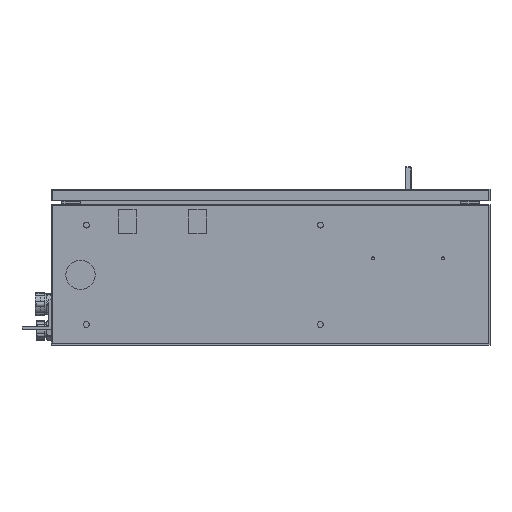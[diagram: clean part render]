
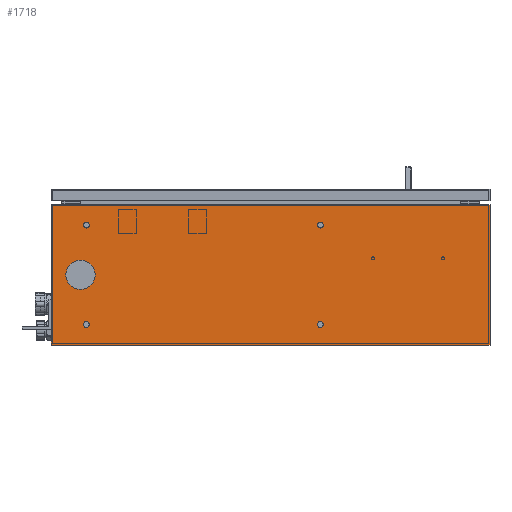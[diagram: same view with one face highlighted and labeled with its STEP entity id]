
A CAD part, left-side view. The second image highlights one B-rep face of the part: STEP entity #1718.
In plain terms, the highlighted planar face has unit normal (-1, 0, 0).
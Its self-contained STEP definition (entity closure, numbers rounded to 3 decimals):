
#363 = EDGE_LOOP ( 'NONE', ( #5164 ) ) ;
#775 = EDGE_CURVE ( 'NONE', #10459, #14998, #1755, .T. ) ;
#883 = ORIENTED_EDGE ( 'NONE', *, *, #775, .T. ) ;
#988 = DIRECTION ( 'NONE',  ( -1., 0., 0. ) ) ;
#1036 = DIRECTION ( 'NONE',  ( 0., 0., 1. ) ) ;
#1079 = VERTEX_POINT ( 'NONE', #12392 ) ;
#1368 = DIRECTION ( 'NONE',  ( 1., 0., 0. ) ) ;
#1718 = ADVANCED_FACE ( 'NONE', ( #11397, #9678, #15969, #6882, #16159, #6056 ), #11048, .F. ) ;
#1755 = LINE ( 'NONE', #16210, #4136 ) ;
#1824 = EDGE_CURVE ( 'NONE', #3890, #3890, #10115, .T. ) ;
#1833 = EDGE_CURVE ( 'NONE', #5205, #5205, #14665, .T. ) ;
#1843 = EDGE_CURVE ( 'NONE', #1079, #1079, #11629, .T. ) ;
#2085 = CARTESIAN_POINT ( 'NONE',  ( -275., 375., 0. ) ) ;
#2318 = AXIS2_PLACEMENT_3D ( 'NONE', #13781, #1368, #15183 ) ;
#2420 = DIRECTION ( 'NONE',  ( 0., -1., 0. ) ) ;
#2464 = CARTESIAN_POINT ( 'NONE',  ( -275., -375., 240. ) ) ;
#2604 = CARTESIAN_POINT ( 'NONE',  ( -275., -85., 205. ) ) ;
#2751 = CARTESIAN_POINT ( 'NONE',  ( -275., 315., 40. ) ) ;
#2764 = LINE ( 'NONE', #14299, #4540 ) ;
#3249 = AXIS2_PLACEMENT_3D ( 'NONE', #3484, #14448, #6205 ) ;
#3484 = CARTESIAN_POINT ( 'NONE',  ( -275., -85., 35. ) ) ;
#3718 = DIRECTION ( 'NONE',  ( -1., 0., 0. ) ) ;
#3804 = EDGE_CURVE ( 'NONE', #5827, #5827, #4808, .T. ) ;
#3890 = VERTEX_POINT ( 'NONE', #10994 ) ;
#3908 = CIRCLE ( 'NONE', #6067, 25. ) ;
#3963 = CARTESIAN_POINT ( 'NONE',  ( -275., 375., 240. ) ) ;
#3965 = VERTEX_POINT ( 'NONE', #6815 ) ;
#3989 = CARTESIAN_POINT ( 'NONE',  ( -275., -375., 240. ) ) ;
#4136 = VECTOR ( 'NONE', #9394, 1000. ) ;
#4306 = EDGE_CURVE ( 'NONE', #8590, #8590, #3908, .T. ) ;
#4540 = VECTOR ( 'NONE', #11522, 1000. ) ;
#4646 = VECTOR ( 'NONE', #9393, 1000. ) ;
#4808 = CIRCLE ( 'NONE', #15286, 5. ) ;
#4858 = VECTOR ( 'NONE', #2420, 1000. ) ;
#4880 = ORIENTED_EDGE ( 'NONE', *, *, #1833, .F. ) ;
#5053 = EDGE_LOOP ( 'NONE', ( #16531 ) ) ;
#5164 = ORIENTED_EDGE ( 'NONE', *, *, #1824, .F. ) ;
#5205 = VERTEX_POINT ( 'NONE', #2751 ) ;
#5328 = DIRECTION ( 'NONE',  ( 0., 0., 1. ) ) ;
#5827 = VERTEX_POINT ( 'NONE', #5859 ) ;
#5859 = CARTESIAN_POINT ( 'NONE',  ( -275., -85., 210. ) ) ;
#6056 = FACE_OUTER_BOUND ( 'NONE', #9929, .T. ) ;
#6067 = AXIS2_PLACEMENT_3D ( 'NONE', #16269, #12108, #5328 ) ;
#6205 = DIRECTION ( 'NONE',  ( 0., 0., 1. ) ) ;
#6815 = CARTESIAN_POINT ( 'NONE',  ( -275., -375., 240. ) ) ;
#6882 = FACE_BOUND ( 'NONE', #8320, .T. ) ;
#7281 = AXIS2_PLACEMENT_3D ( 'NONE', #13361, #988, #7925 ) ;
#7364 = EDGE_LOOP ( 'NONE', ( #4880 ) ) ;
#7925 = DIRECTION ( 'NONE',  ( 0., 0., 1. ) ) ;
#8320 = EDGE_LOOP ( 'NONE', ( #10039 ) ) ;
#8590 = VERTEX_POINT ( 'NONE', #11288 ) ;
#9393 = DIRECTION ( 'NONE',  ( 0., 0., -1. ) ) ;
#9394 = DIRECTION ( 'NONE',  ( 0., -1., 0. ) ) ;
#9540 = EDGE_CURVE ( 'NONE', #16523, #3965, #16248, .T. ) ;
#9678 = FACE_BOUND ( 'NONE', #12569, .T. ) ;
#9929 = EDGE_LOOP ( 'NONE', ( #883, #14432, #13589, #12296 ) ) ;
#10039 = ORIENTED_EDGE ( 'NONE', *, *, #1843, .F. ) ;
#10115 = CIRCLE ( 'NONE', #3249, 5. ) ;
#10459 = VERTEX_POINT ( 'NONE', #2085 ) ;
#10994 = CARTESIAN_POINT ( 'NONE',  ( -275., -85., 40. ) ) ;
#11048 = PLANE ( 'NONE',  #2318 ) ;
#11288 = CARTESIAN_POINT ( 'NONE',  ( -275., 325., 145. ) ) ;
#11397 = FACE_BOUND ( 'NONE', #363, .T. ) ;
#11522 = DIRECTION ( 'NONE',  ( 0., 0., -1. ) ) ;
#11629 = CIRCLE ( 'NONE', #7281, 5. ) ;
#11890 = CARTESIAN_POINT ( 'NONE',  ( -275., -375., 0. ) ) ;
#11925 = LINE ( 'NONE', #2464, #4646 ) ;
#12108 = DIRECTION ( 'NONE',  ( -1., 0., 0. ) ) ;
#12296 = ORIENTED_EDGE ( 'NONE', *, *, #15951, .T. ) ;
#12392 = CARTESIAN_POINT ( 'NONE',  ( -275., 315., 210. ) ) ;
#12569 = EDGE_LOOP ( 'NONE', ( #14094 ) ) ;
#12627 = EDGE_CURVE ( 'NONE', #3965, #14998, #11925, .T. ) ;
#13298 = DIRECTION ( 'NONE',  ( 0., 0., 1. ) ) ;
#13361 = CARTESIAN_POINT ( 'NONE',  ( -275., 315., 205. ) ) ;
#13589 = ORIENTED_EDGE ( 'NONE', *, *, #9540, .F. ) ;
#13781 = CARTESIAN_POINT ( 'NONE',  ( -275., -375., 240. ) ) ;
#14094 = ORIENTED_EDGE ( 'NONE', *, *, #3804, .F. ) ;
#14299 = CARTESIAN_POINT ( 'NONE',  ( -275., 375., 240. ) ) ;
#14432 = ORIENTED_EDGE ( 'NONE', *, *, #12627, .F. ) ;
#14448 = DIRECTION ( 'NONE',  ( -1., 0., 0. ) ) ;
#14570 = CARTESIAN_POINT ( 'NONE',  ( -275., 315., 35. ) ) ;
#14665 = CIRCLE ( 'NONE', #16870, 5. ) ;
#14794 = DIRECTION ( 'NONE',  ( -1., 0., 0. ) ) ;
#14998 = VERTEX_POINT ( 'NONE', #11890 ) ;
#15183 = DIRECTION ( 'NONE',  ( 0., 0., -1. ) ) ;
#15286 = AXIS2_PLACEMENT_3D ( 'NONE', #2604, #14794, #1036 ) ;
#15951 = EDGE_CURVE ( 'NONE', #16523, #10459, #2764, .T. ) ;
#15969 = FACE_BOUND ( 'NONE', #7364, .T. ) ;
#16159 = FACE_BOUND ( 'NONE', #5053, .T. ) ;
#16210 = CARTESIAN_POINT ( 'NONE',  ( -275., -375., 0. ) ) ;
#16248 = LINE ( 'NONE', #3989, #4858 ) ;
#16269 = CARTESIAN_POINT ( 'NONE',  ( -275., 325., 120. ) ) ;
#16523 = VERTEX_POINT ( 'NONE', #3963 ) ;
#16531 = ORIENTED_EDGE ( 'NONE', *, *, #4306, .F. ) ;
#16870 = AXIS2_PLACEMENT_3D ( 'NONE', #14570, #3718, #13298 ) ;
